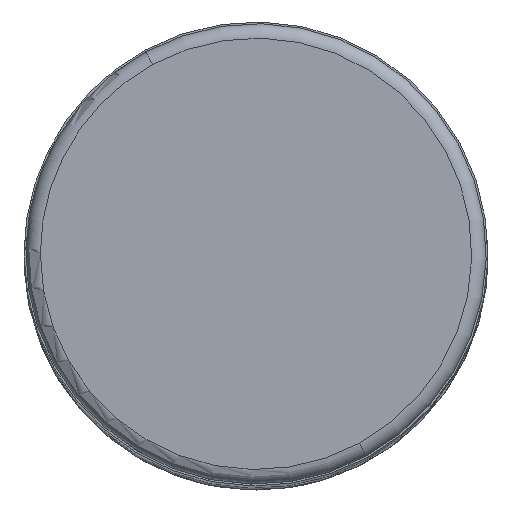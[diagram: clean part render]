
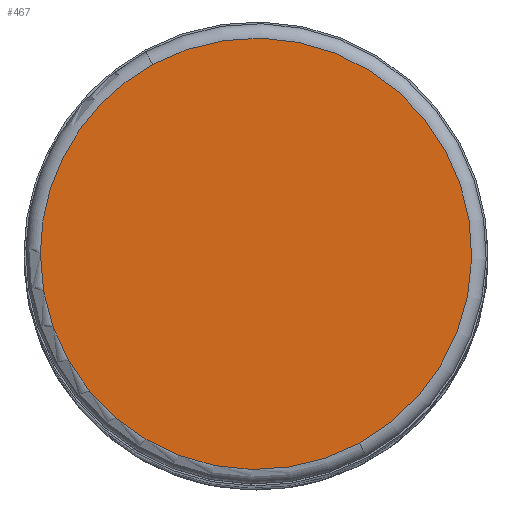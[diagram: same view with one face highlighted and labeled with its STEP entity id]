
A CAD part, top view. The second image highlights one B-rep face of the part: STEP entity #467.
In plain terms, the highlighted planar face has unit normal (0, 0, 1).
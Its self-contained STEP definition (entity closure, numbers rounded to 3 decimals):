
#147=CARTESIAN_POINT('',(0.,0.,180.));
#148=DIRECTION('',(0.,0.,1.));
#149=DIRECTION('',(0.479,-0.878,0.));
#150=AXIS2_PLACEMENT_3D('',#147,#148,#149);
#155=CARTESIAN_POINT('',(0.,0.,180.));
#156=DIRECTION('',(0.,0.,1.));
#157=DIRECTION('',(-1.,0.,0.));
#158=AXIS2_PLACEMENT_3D('',#155,#156,#157);
#163=CARTESIAN_POINT('',(0.,0.,180.));
#164=DIRECTION('',(0.,0.,1.));
#165=DIRECTION('',(-0.479,0.878,0.));
#166=AXIS2_PLACEMENT_3D('',#163,#164,#165);
#397=CARTESIAN_POINT('',(7.131,-13.054,180.));
#398=CARTESIAN_POINT('',(-7.131,13.054,180.));
#399=VERTEX_POINT('',#397);
#400=VERTEX_POINT('',#398);
#405=CARTESIAN_POINT('',(-14.875,0.,180.));
#406=VERTEX_POINT('',#405);
#455=CARTESIAN_POINT('',(0.,0.,180.));
#456=DIRECTION('',(0.,0.,1.));
#457=DIRECTION('',(1.,0.,0.));
#458=AXIS2_PLACEMENT_3D('',#455,#456,#457);
#459=PLANE('',#458);
#460=ORIENTED_EDGE('',*,*,#444,.F.);
#462=ORIENTED_EDGE('',*,*,#461,.F.);
#464=ORIENTED_EDGE('',*,*,#463,.F.);
#465=EDGE_LOOP('',(#460,#462,#464));
#466=FACE_OUTER_BOUND('',#465,.F.);
#467=ADVANCED_FACE('',(#466),#459,.T.);
#151=CIRCLE('',#150,14.875);
#159=CIRCLE('',#158,14.875);
#167=CIRCLE('',#166,14.875);
#444=EDGE_CURVE('',#399,#400,#151,.T.);
#461=EDGE_CURVE('',#406,#399,#159,.T.);
#463=EDGE_CURVE('',#400,#406,#167,.T.);
